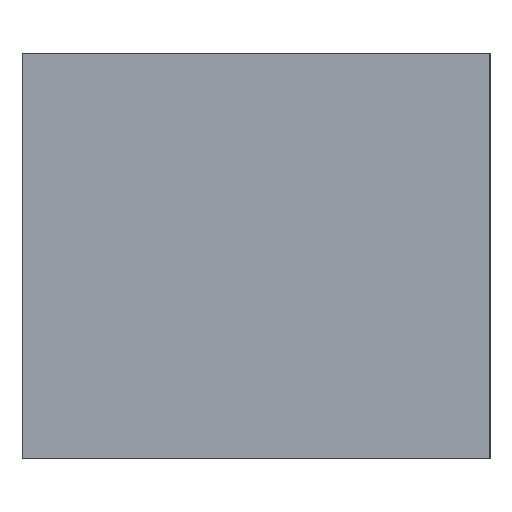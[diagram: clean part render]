
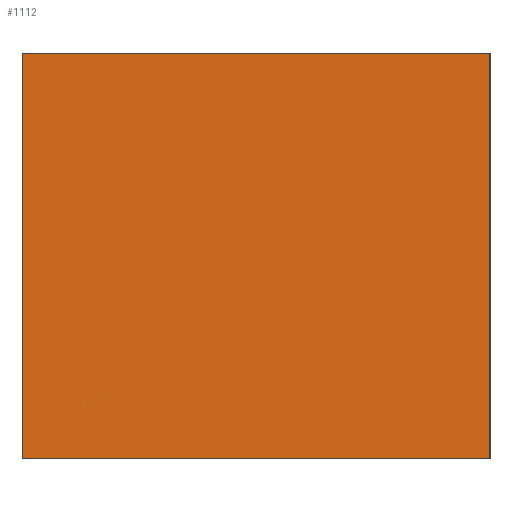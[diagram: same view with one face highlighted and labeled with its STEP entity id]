
A CAD part, left-side view. The second image highlights one B-rep face of the part: STEP entity #1112.
In plain terms, the highlighted planar face has unit normal (-1, 0, 0).
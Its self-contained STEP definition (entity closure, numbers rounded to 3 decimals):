
#122=DIRECTION('',(0.,-1.,0.));
#123=VECTOR('',#122,0.3);
#124=CARTESIAN_POINT('',(-0.3,0.15,0.));
#125=LINE('',#124,#123);
#337=DIRECTION('',(0.,-1.,0.));
#338=VECTOR('',#337,0.3);
#339=CARTESIAN_POINT('',(-0.3,0.15,0.26));
#340=LINE('',#339,#338);
#365=DIRECTION('',(0.,0.,1.));
#366=VECTOR('',#365,0.26);
#367=CARTESIAN_POINT('',(-0.3,-0.15,0.));
#368=LINE('',#367,#366);
#373=DIRECTION('',(0.,0.,1.));
#374=VECTOR('',#373,0.26);
#375=CARTESIAN_POINT('',(-0.3,0.15,0.));
#376=LINE('',#375,#374);
#660=CARTESIAN_POINT('',(-0.3,0.15,0.));
#661=CARTESIAN_POINT('',(-0.3,-0.15,0.));
#662=VERTEX_POINT('',#660);
#663=VERTEX_POINT('',#661);
#668=CARTESIAN_POINT('',(-0.3,0.15,0.26));
#669=CARTESIAN_POINT('',(-0.3,-0.15,0.26));
#670=VERTEX_POINT('',#668);
#671=VERTEX_POINT('',#669);
#1101=CARTESIAN_POINT('',(-0.3,0.15,0.));
#1102=DIRECTION('',(-1.,0.,0.));
#1103=DIRECTION('',(0.,-1.,0.));
#1104=AXIS2_PLACEMENT_3D('',#1101,#1102,#1103);
#1105=PLANE('',#1104);
#1106=ORIENTED_EDGE('',*,*,#795,.F.);
#1107=ORIENTED_EDGE('',*,*,#1027,.T.);
#1108=ORIENTED_EDGE('',*,*,#1055,.T.);
#1109=ORIENTED_EDGE('',*,*,#1082,.F.);
#1110=EDGE_LOOP('',(#1106,#1107,#1108,#1109));
#1111=FACE_OUTER_BOUND('',#1110,.F.);
#795=EDGE_CURVE('',#662,#663,#125,.T.);
#1027=EDGE_CURVE('',#662,#670,#376,.T.);
#1055=EDGE_CURVE('',#670,#671,#340,.T.);
#1082=EDGE_CURVE('',#663,#671,#368,.T.);
#1112=ADVANCED_FACE('',(#1111),#1105,.T.);
